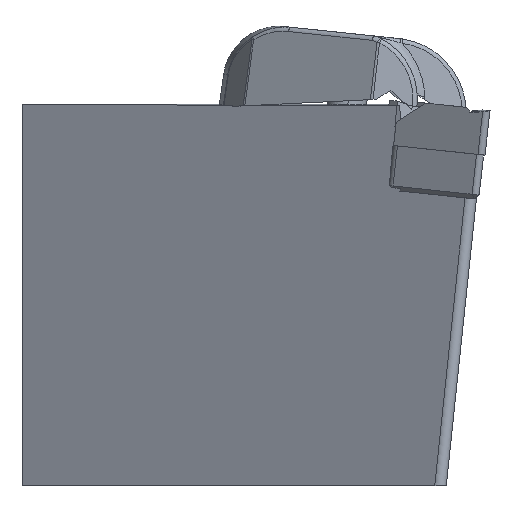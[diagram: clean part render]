
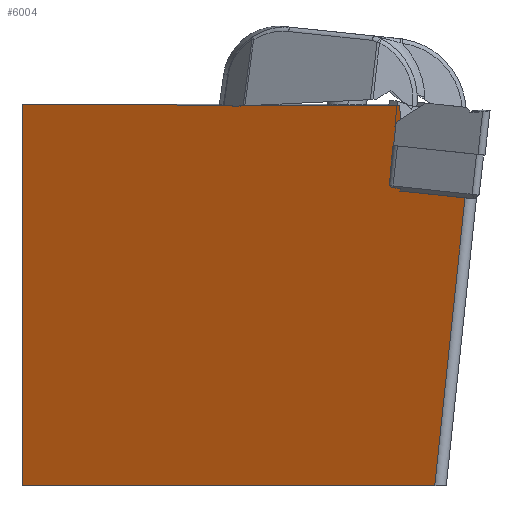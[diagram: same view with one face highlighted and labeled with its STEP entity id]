
A CAD part, left-side view. The second image highlights one B-rep face of the part: STEP entity #6004.
In plain terms, the highlighted planar face has unit normal (-0.848, 0.527, 0.055).
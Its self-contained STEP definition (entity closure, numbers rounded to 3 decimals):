
#33 = EDGE_CURVE ( 'NONE', #8813, #5009, #4085, .T. ) ;
#71 = LINE ( 'NONE', #7111, #648 ) ;
#124 = CARTESIAN_POINT ( 'NONE',  ( -141.39, -10.525, 7.31 ) ) ;
#188 = CARTESIAN_POINT ( 'NONE',  ( -141.186, -10.222, 7.548 ) ) ;
#214 = CARTESIAN_POINT ( 'NONE',  ( -141.505, -10.708, 7.286 ) ) ;
#475 = CARTESIAN_POINT ( 'NONE',  ( -113.184, -5.828, 394.723 ) ) ;
#548 = CARTESIAN_POINT ( 'NONE',  ( -125.42, 14.262, 16.131 ) ) ;
#634 = VERTEX_POINT ( 'NONE', #2344 ) ;
#648 = VECTOR ( 'NONE', #4869, 1000. ) ;
#749 = VECTOR ( 'NONE', #8849, 1000. ) ;
#893 = ORIENTED_EDGE ( 'NONE', *, *, #9678, .T. ) ;
#939 = CARTESIAN_POINT ( 'NONE',  ( -141.186, -10.222, 7.548 ) ) ;
#1016 = DIRECTION ( 'NONE',  ( -0.528, -0.849, -0.003 ) ) ;
#1140 = ORIENTED_EDGE ( 'NONE', *, *, #6555, .T. ) ;
#1253 = ORIENTED_EDGE ( 'NONE', *, *, #7364, .T. ) ;
#1365 = CARTESIAN_POINT ( 'NONE',  ( -141.671, -11.442, 11.72 ) ) ;
#1582 = ORIENTED_EDGE ( 'NONE', *, *, #33, .T. ) ;
#1766 = CARTESIAN_POINT ( 'NONE',  ( -146.289, -58.549, 389.182 ) ) ;
#1937 = LINE ( 'NONE', #8633, #5286 ) ;
#1957 = CARTESIAN_POINT ( 'NONE',  ( -141.186, -10.222, 7.548 ) ) ;
#2023 = CARTESIAN_POINT ( 'NONE',  ( -144.943, -55.941, 384.979 ) ) ;
#2344 = CARTESIAN_POINT ( 'NONE',  ( -141.925, -11.377, 7.216 ) ) ;
#2528 = VECTOR ( 'NONE', #5823, 1000. ) ;
#2598 = CARTESIAN_POINT ( 'NONE',  ( -141.164, -10.264, 8.28 ) ) ;
#2748 = EDGE_LOOP ( 'NONE', ( #3500, #1253, #1140, #8854, #5617, #7076, #9868, #9803, #3439, #3272, #4671, #7085, #8450, #1582, #893 ) ) ;
#2780 = DIRECTION ( 'NONE',  ( 0., -0.105, 0.995 ) ) ;
#2787 = DIRECTION ( 'NONE',  ( 0.848, -0.527, -0.055 ) ) ;
#2872 = VECTOR ( 'NONE', #2780, 1000. ) ;
#3091 = CARTESIAN_POINT ( 'NONE',  ( -141.283, -10.365, 7.419 ) ) ;
#3272 = ORIENTED_EDGE ( 'NONE', *, *, #6320, .F. ) ;
#3369 = LINE ( 'NONE', #2023, #2528 ) ;
#3382 = CARTESIAN_POINT ( 'NONE',  ( -113.184, 34.395, 12.026 ) ) ;
#3384 = VERTEX_POINT ( 'NONE', #8586 ) ;
#3439 = ORIENTED_EDGE ( 'NONE', *, *, #5183, .T. ) ;
#3500 = ORIENTED_EDGE ( 'NONE', *, *, #8480, .T. ) ;
#3549 = VECTOR ( 'NONE', #8701, 1000. ) ;
#3587 = VERTEX_POINT ( 'NONE', #7803 ) ;
#3605 = LINE ( 'NONE', #6581, #4568 ) ;
#3755 = EDGE_CURVE ( 'NONE', #6262, #9587, #7325, .T. ) ;
#3821 = LINE ( 'NONE', #4310, #2872 ) ;
#3913 = DIRECTION ( 'NONE',  ( -0.065, 0., -0.998 ) ) ;
#3969 = LINE ( 'NONE', #6167, #5772 ) ;
#3977 = CARTESIAN_POINT ( 'NONE',  ( -116.275, 28.982, 16.183 ) ) ;
#4017 = EDGE_CURVE ( 'NONE', #6835, #7674, #9835, .T. ) ;
#4085 = B_SPLINE_CURVE_WITH_KNOTS ( 'NONE', 3,
 ( #9270, #124, #3091, #188 ),
 .UNSPECIFIED., .F., .F.,
 ( 4, 4 ),
 ( 0., 0.001 ),
 .UNSPECIFIED. ) ;
#4310 = CARTESIAN_POINT ( 'NONE',  ( -141.154, -50.372, 390.042 ) ) ;
#4454 = DIRECTION ( 'NONE',  ( -0.528, -0.849, -0.003 ) ) ;
#4558 = DIRECTION ( 'NONE',  ( 0.525, 0.85, -0.042 ) ) ;
#4568 = VECTOR ( 'NONE', #5907, 1000. ) ;
#4666 = VERTEX_POINT ( 'NONE', #7877 ) ;
#4671 = ORIENTED_EDGE ( 'NONE', *, *, #4017, .F. ) ;
#4824 = CARTESIAN_POINT ( 'NONE',  ( -141.154, -10.339, 9.152 ) ) ;
#4869 = DIRECTION ( 'NONE',  ( -0.53, -0.844, -0.089 ) ) ;
#5009 = VERTEX_POINT ( 'NONE', #939 ) ;
#5090 = PLANE ( 'NONE',  #7621 ) ;
#5129 = DIRECTION ( 'NONE',  ( 0.528, 0.85, 0. ) ) ;
#5183 = EDGE_CURVE ( 'NONE', #9587, #7949, #5471, .T. ) ;
#5286 = VECTOR ( 'NONE', #1016, 1000. ) ;
#5392 = VECTOR ( 'NONE', #4454, 1000. ) ;
#5471 = LINE ( 'NONE', #7947, #3549 ) ;
#5617 = ORIENTED_EDGE ( 'NONE', *, *, #9169, .T. ) ;
#5657 = DIRECTION ( 'NONE',  ( 0.53, 0.844, 0.089 ) ) ;
#5719 = CARTESIAN_POINT ( 'NONE',  ( -146.289, -18.298, 6.213 ) ) ;
#5729 = VECTOR ( 'NONE', #9337, 1000. ) ;
#5772 = VECTOR ( 'NONE', #4558, 1000. ) ;
#5823 = DIRECTION ( 'NONE',  ( -0.039, -0.167, 0.985 ) ) ;
#5907 = DIRECTION ( 'NONE',  ( -0.056, 0.014, -0.998 ) ) ;
#6004 = ADVANCED_FACE ( 'NONE', ( #9330 ), #5090, .F. ) ;
#6167 = CARTESIAN_POINT ( 'NONE',  ( -139.32, -8.18, 16.701 ) ) ;
#6227 = VERTEX_POINT ( 'NONE', #8627 ) ;
#6262 = VERTEX_POINT ( 'NONE', #3977 ) ;
#6283 = CARTESIAN_POINT ( 'NONE',  ( -141.94, -11.373, 6.941 ) ) ;
#6320 = EDGE_CURVE ( 'NONE', #7674, #7949, #9445, .T. ) ;
#6349 = LINE ( 'NONE', #3382, #9215 ) ;
#6555 = EDGE_CURVE ( 'NONE', #7944, #8379, #8842, .T. ) ;
#6581 = CARTESIAN_POINT ( 'NONE',  ( -120.077, -16.951, 394.952 ) ) ;
#6612 = VECTOR ( 'NONE', #3913, 1000. ) ;
#6687 = DIRECTION ( 'NONE',  ( -0.53, -0.844, -0.089 ) ) ;
#6763 = VERTEX_POINT ( 'NONE', #8409 ) ;
#6835 = VERTEX_POINT ( 'NONE', #6283 ) ;
#7010 = CARTESIAN_POINT ( 'NONE',  ( -117.998, 28.982, -10.212 ) ) ;
#7076 = ORIENTED_EDGE ( 'NONE', *, *, #7601, .T. ) ;
#7085 = ORIENTED_EDGE ( 'NONE', *, *, #7946, .F. ) ;
#7111 = CARTESIAN_POINT ( 'NONE',  ( -113.184, 33.926, 16.489 ) ) ;
#7252 = CARTESIAN_POINT ( 'NONE',  ( -141.154, -10.443, 10.144 ) ) ;
#7325 = LINE ( 'NONE', #7010, #6612 ) ;
#7364 = EDGE_CURVE ( 'NONE', #6763, #7944, #71, .T. ) ;
#7389 = EDGE_CURVE ( 'NONE', #6262, #4666, #1937, .T. ) ;
#7425 = CARTESIAN_POINT ( 'NONE',  ( -113.184, 34.424, 11.755 ) ) ;
#7434 = LINE ( 'NONE', #548, #5392 ) ;
#7601 = EDGE_CURVE ( 'NONE', #3384, #4666, #3369, .T. ) ;
#7621 = AXIS2_PLACEMENT_3D ( 'NONE', #475, #2787, #5129 ) ;
#7674 = VERTEX_POINT ( 'NONE', #5719 ) ;
#7803 = CARTESIAN_POINT ( 'NONE',  ( -131.667, 4.207, 16.095 ) ) ;
#7877 = CARTESIAN_POINT ( 'NONE',  ( -130.256, 6.477, 16.103 ) ) ;
#7944 = VERTEX_POINT ( 'NONE', #1365 ) ;
#7946 = EDGE_CURVE ( 'NONE', #634, #6835, #3605, .T. ) ;
#7947 = CARTESIAN_POINT ( 'NONE',  ( -127.33, 15.456, -24.5 ) ) ;
#7949 = VERTEX_POINT ( 'NONE', #9616 ) ;
#8032 = VECTOR ( 'NONE', #6687, 1000. ) ;
#8075 =( BOUNDED_CURVE ( )  B_SPLINE_CURVE ( 3, ( #1957, #2598, #4824, #7252 ),
 .UNSPECIFIED., .F., .F. ) 
 B_SPLINE_CURVE_WITH_KNOTS ( ( 4, 4 ),
 ( 3.782, 4.099 ),
 .UNSPECIFIED. ) 
 CURVE ( )  GEOMETRIC_REPRESENTATION_ITEM ( )  RATIONAL_B_SPLINE_CURVE ( ( 1., 0.992, 0.992, 1. ) ) 
 REPRESENTATION_ITEM ( '' )  );
#8143 = CARTESIAN_POINT ( 'NONE',  ( -141.331, -11.348, 16.04 ) ) ;
#8348 = EDGE_CURVE ( 'NONE', #634, #8813, #6349, .T. ) ;
#8379 = VERTEX_POINT ( 'NONE', #8143 ) ;
#8409 = CARTESIAN_POINT ( 'NONE',  ( -141.154, -10.618, 11.807 ) ) ;
#8412 = EDGE_CURVE ( 'NONE', #3587, #8379, #7434, .T. ) ;
#8450 = ORIENTED_EDGE ( 'NONE', *, *, #8348, .T. ) ;
#8480 = EDGE_CURVE ( 'NONE', #6227, #6763, #3821, .T. ) ;
#8586 = CARTESIAN_POINT ( 'NONE',  ( -130.252, 6.498, 15.983 ) ) ;
#8627 = CARTESIAN_POINT ( 'NONE',  ( -141.154, -10.443, 10.144 ) ) ;
#8633 = CARTESIAN_POINT ( 'NONE',  ( -125.42, 14.262, 16.131 ) ) ;
#8701 = DIRECTION ( 'NONE',  ( -0.528, -0.85, 0. ) ) ;
#8717 = CARTESIAN_POINT ( 'NONE',  ( -118.93, 28.982, -24.5 ) ) ;
#8808 = CARTESIAN_POINT ( 'NONE',  ( -111.513, -3.118, 394.533 ) ) ;
#8813 = VERTEX_POINT ( 'NONE', #214 ) ;
#8842 = LINE ( 'NONE', #8808, #749 ) ;
#8849 = DIRECTION ( 'NONE',  ( 0.079, 0.022, 0.997 ) ) ;
#8854 = ORIENTED_EDGE ( 'NONE', *, *, #8412, .F. ) ;
#9169 = EDGE_CURVE ( 'NONE', #3587, #3384, #3969, .T. ) ;
#9215 = VECTOR ( 'NONE', #5657, 1000. ) ;
#9270 = CARTESIAN_POINT ( 'NONE',  ( -141.505, -10.708, 7.286 ) ) ;
#9330 = FACE_OUTER_BOUND ( 'NONE', #2748, .T. ) ;
#9337 = DIRECTION ( 'NONE',  ( 0., 0.105, -0.995 ) ) ;
#9445 = LINE ( 'NONE', #1766, #5729 ) ;
#9587 = VERTEX_POINT ( 'NONE', #8717 ) ;
#9616 = CARTESIAN_POINT ( 'NONE',  ( -146.289, -15.07, -24.5 ) ) ;
#9678 = EDGE_CURVE ( 'NONE', #5009, #6227, #8075, .T. ) ;
#9803 = ORIENTED_EDGE ( 'NONE', *, *, #3755, .T. ) ;
#9835 = LINE ( 'NONE', #7425, #8032 ) ;
#9868 = ORIENTED_EDGE ( 'NONE', *, *, #7389, .F. ) ;
